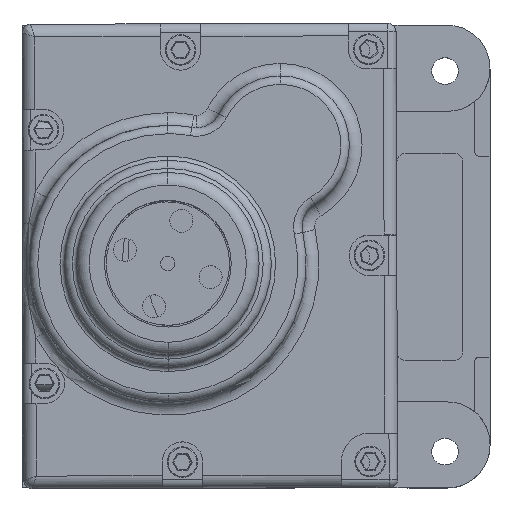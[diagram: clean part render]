
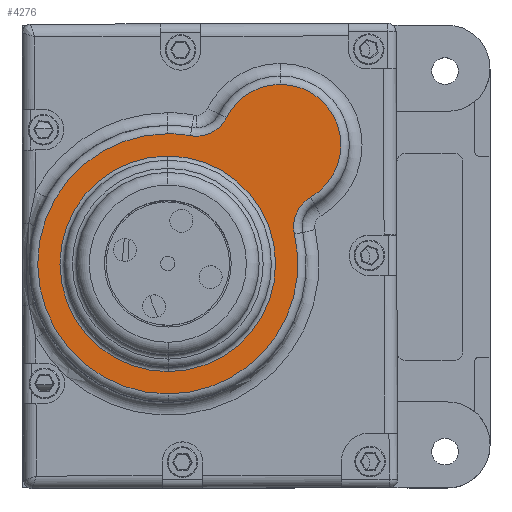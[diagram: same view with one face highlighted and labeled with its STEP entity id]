
A CAD part, top view. The second image highlights one B-rep face of the part: STEP entity #4276.
In plain terms, the highlighted planar face has unit normal (0, 0, 1).
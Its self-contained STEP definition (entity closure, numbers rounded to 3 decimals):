
#57 = CARTESIAN_POINT ( 'NONE',  ( 12.439, 61.796, 57.333 ) ) ;
#124 = CARTESIAN_POINT ( 'NONE',  ( -21.334, 7.903, 57.333 ) ) ;
#176 = VERTEX_POINT ( 'NONE', #12100 ) ;
#204 = DIRECTION ( 'NONE',  ( 0., 0., 1. ) ) ;
#412 = EDGE_LOOP ( 'NONE', ( #10505, #7679, #5825, #3379, #4601, #11759, #6535 ) ) ;
#426 = EDGE_CURVE ( 'NONE', #13822, #6745, #11819, .T. ) ;
#654 = AXIS2_PLACEMENT_3D ( 'NONE', #7620, #204, #8879 ) ;
#763 = EDGE_LOOP ( 'NONE', ( #15297, #11233 ) ) ;
#1359 = DIRECTION ( 'NONE',  ( -0.004, 1., 0. ) ) ;
#1494 = EDGE_CURVE ( 'NONE', #12140, #11398, #3018, .T. ) ;
#1779 = CIRCLE ( 'NONE', #1968, 32.385 ) ;
#1968 = AXIS2_PLACEMENT_3D ( 'NONE', #124, #8795, #1359 ) ;
#2079 = CARTESIAN_POINT ( 'NONE',  ( -14.546, 46.388, 57.333 ) ) ;
#2743 = VERTEX_POINT ( 'NONE', #8130 ) ;
#2764 = CIRCLE ( 'NONE', #10250, 39.078 ) ;
#3018 = CIRCLE ( 'NONE', #3349, 39.078 ) ;
#3139 = VERTEX_POINT ( 'NONE', #7686 ) ;
#3349 = AXIS2_PLACEMENT_3D ( 'NONE', #4715, #13380, #5950 ) ;
#3365 = AXIS2_PLACEMENT_3D ( 'NONE', #5015, #13686, #6271 ) ;
#3379 = ORIENTED_EDGE ( 'NONE', *, *, #1494, .T. ) ;
#3972 = AXIS2_PLACEMENT_3D ( 'NONE', #11434, #4013, #12682 ) ;
#4013 = DIRECTION ( 'NONE',  ( 0., 0., -1. ) ) ;
#4276 = ADVANCED_FACE ( 'NONE', ( #9159, #5435 ), #7010, .T. ) ;
#4465 = CARTESIAN_POINT ( 'NONE',  ( -21.334, 7.903, 57.333 ) ) ;
#4601 = ORIENTED_EDGE ( 'NONE', *, *, #10001, .T. ) ;
#4715 = CARTESIAN_POINT ( 'NONE',  ( -21.334, 7.903, 57.333 ) ) ;
#5015 = CARTESIAN_POINT ( 'NONE',  ( -12.781, 56.393, 57.333 ) ) ;
#5128 = DIRECTION ( 'NONE',  ( 0., 0., 1. ) ) ;
#5274 = AXIS2_PLACEMENT_3D ( 'NONE', #12563, #5128, #13798 ) ;
#5435 = FACE_BOUND ( 'NONE', #763, .T. ) ;
#5716 = DIRECTION ( 'NONE',  ( -0.004, 1., 0. ) ) ;
#5825 = ORIENTED_EDGE ( 'NONE', *, *, #7792, .T. ) ;
#5950 = DIRECTION ( 'NONE',  ( -0.004, 1., 0. ) ) ;
#5989 = AXIS2_PLACEMENT_3D ( 'NONE', #10705, #15629, #8259 ) ;
#6224 = AXIS2_PLACEMENT_3D ( 'NONE', #14011, #6600, #15226 ) ;
#6270 = CARTESIAN_POINT ( 'NONE',  ( -21.334, 7.903, 57.333 ) ) ;
#6271 = DIRECTION ( 'NONE',  ( -0.004, 1., 0. ) ) ;
#6307 = EDGE_CURVE ( 'NONE', #3139, #11329, #7455, .T. ) ;
#6535 = ORIENTED_EDGE ( 'NONE', *, *, #7302, .T. ) ;
#6600 = DIRECTION ( 'NONE',  ( 0., 0., 1. ) ) ;
#6745 = VERTEX_POINT ( 'NONE', #7183 ) ;
#6906 = CARTESIAN_POINT ( 'NONE',  ( 21.555, 27.891, 57.333 ) ) ;
#7010 = PLANE ( 'NONE',  #5989 ) ;
#7183 = CARTESIAN_POINT ( 'NONE',  ( -3.711, 51.816, 57.333 ) ) ;
#7302 = EDGE_CURVE ( 'NONE', #2743, #8539, #10336, .T. ) ;
#7455 = CIRCLE ( 'NONE', #8529, 32.385 ) ;
#7524 = DIRECTION ( 'NONE',  ( -0.004, 1., 0. ) ) ;
#7592 = CIRCLE ( 'NONE', #5274, 18.161 ) ;
#7620 = CARTESIAN_POINT ( 'NONE',  ( -21.334, 7.903, 57.333 ) ) ;
#7679 = ORIENTED_EDGE ( 'NONE', *, *, #426, .T. ) ;
#7686 = CARTESIAN_POINT ( 'NONE',  ( -21.448, 40.288, 57.333 ) ) ;
#7791 = CARTESIAN_POINT ( 'NONE',  ( -21.472, 46.981, 57.333 ) ) ;
#7792 = EDGE_CURVE ( 'NONE', #6745, #12140, #13975, .T. ) ;
#8130 = CARTESIAN_POINT ( 'NONE',  ( 16.724, 16.776, 57.333 ) ) ;
#8259 = DIRECTION ( 'NONE',  ( -0.004, 1., 0. ) ) ;
#8529 = AXIS2_PLACEMENT_3D ( 'NONE', #6270, #14908, #7524 ) ;
#8539 = VERTEX_POINT ( 'NONE', #6906 ) ;
#8795 = DIRECTION ( 'NONE',  ( 0., 0., -1. ) ) ;
#8879 = DIRECTION ( 'NONE',  ( -0.004, 1., 0. ) ) ;
#9159 = FACE_OUTER_BOUND ( 'NONE', #412, .T. ) ;
#10001 = EDGE_CURVE ( 'NONE', #11398, #176, #2764, .T. ) ;
#10250 = AXIS2_PLACEMENT_3D ( 'NONE', #4465, #13144, #5716 ) ;
#10336 = CIRCLE ( 'NONE', #3972, 10.16 ) ;
#10505 = ORIENTED_EDGE ( 'NONE', *, *, #13490, .T. ) ;
#10705 = CARTESIAN_POINT ( 'NONE',  ( 2.642, 13.493, 57.333 ) ) ;
#11233 = ORIENTED_EDGE ( 'NONE', *, *, #13454, .T. ) ;
#11329 = VERTEX_POINT ( 'NONE', #13854 ) ;
#11398 = VERTEX_POINT ( 'NONE', #7791 ) ;
#11434 = CARTESIAN_POINT ( 'NONE',  ( 26.619, 19.082, 57.333 ) ) ;
#11759 = ORIENTED_EDGE ( 'NONE', *, *, #15131, .T. ) ;
#11819 = CIRCLE ( 'NONE', #6224, 18.161 ) ;
#12100 = CARTESIAN_POINT ( 'NONE',  ( -21.196, -31.175, 57.333 ) ) ;
#12140 = VERTEX_POINT ( 'NONE', #2079 ) ;
#12563 = CARTESIAN_POINT ( 'NONE',  ( 12.503, 43.635, 57.333 ) ) ;
#12682 = DIRECTION ( 'NONE',  ( -0.004, 1., 0. ) ) ;
#13144 = DIRECTION ( 'NONE',  ( 0., 0., 1. ) ) ;
#13380 = DIRECTION ( 'NONE',  ( 0., 0., 1. ) ) ;
#13454 = EDGE_CURVE ( 'NONE', #11329, #3139, #1779, .T. ) ;
#13490 = EDGE_CURVE ( 'NONE', #8539, #13822, #7592, .T. ) ;
#13686 = DIRECTION ( 'NONE',  ( 0., 0., -1. ) ) ;
#13798 = DIRECTION ( 'NONE',  ( -0.004, 1., 0. ) ) ;
#13822 = VERTEX_POINT ( 'NONE', #57 ) ;
#13854 = CARTESIAN_POINT ( 'NONE',  ( -21.219, -24.482, 57.333 ) ) ;
#13975 = CIRCLE ( 'NONE', #3365, 10.16 ) ;
#14011 = CARTESIAN_POINT ( 'NONE',  ( 12.503, 43.635, 57.333 ) ) ;
#14519 = CIRCLE ( 'NONE', #654, 39.078 ) ;
#14908 = DIRECTION ( 'NONE',  ( 0., 0., -1. ) ) ;
#15131 = EDGE_CURVE ( 'NONE', #176, #2743, #14519, .T. ) ;
#15226 = DIRECTION ( 'NONE',  ( -0.004, 1., 0. ) ) ;
#15297 = ORIENTED_EDGE ( 'NONE', *, *, #6307, .T. ) ;
#15629 = DIRECTION ( 'NONE',  ( 0., 0., 1. ) ) ;
